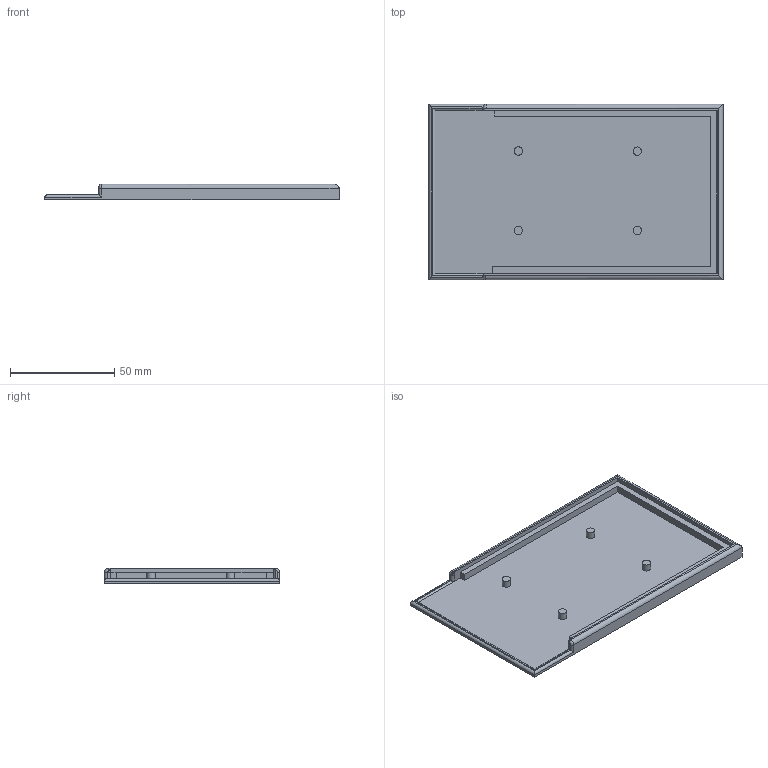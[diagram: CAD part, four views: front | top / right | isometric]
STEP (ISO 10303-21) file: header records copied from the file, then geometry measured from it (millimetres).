
FILE_DESCRIPTION(/* description */ (''),/* implementation_level */ '2;1');
FILE_NAME(/* name */ 'Split 40 Case v4.step',/* time_stamp */ '2024-10-13T14:03:06-04:00',/* author */ (''),/* organization */ (''),/* preprocessor_version */ 'ST-DEVELOPER v20',/* originating_system */ 'Autodesk Translation Framework v13.20.0.188',/* authorisation */ '');
FILE_SCHEMA (('AUTOMOTIVE_DESIGN { 1 0 10303 214 3 1 1 }'));
Length unit declared in the file: millimetre
Products named in the file (1): Split 40 Case
Bounding box: 141.22 x 84.25 x 7.5 mm (x, y, z)
Volume: 31645.6 mm3; surface area: 30062.7 mm2
Topology: 1 solids, 1 shells, 47 faces, 108 edges, 68 vertices
Faces by surface type: plane 25, cylinder 19, bspline 3
Full cylindrical faces by diameter (mm): 4 x4
Entity records: 1496 total; most frequent: CARTESIAN_POINT 400, DIRECTION 218, ORIENTED_EDGE 216, EDGE_CURVE 108, AXIS2_PLACEMENT_3D 73, LINE 72, VECTOR 72, VERTEX_POINT 68
